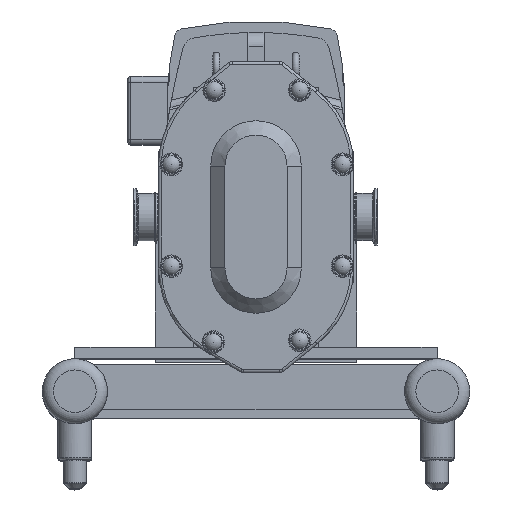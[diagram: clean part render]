
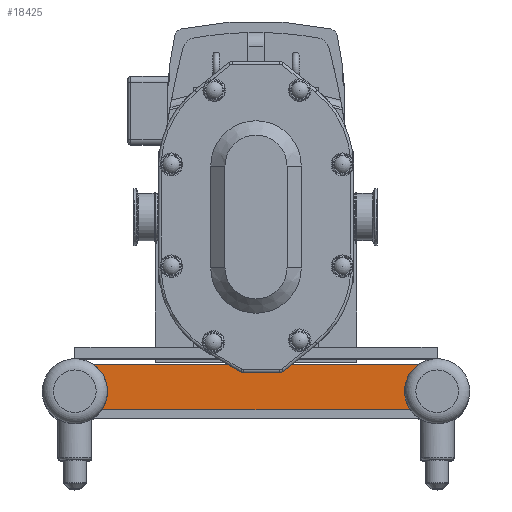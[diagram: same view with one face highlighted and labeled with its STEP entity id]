
A CAD part, top view. The second image highlights one B-rep face of the part: STEP entity #18425.
In plain terms, the highlighted planar face has unit normal (0, 0, 1).
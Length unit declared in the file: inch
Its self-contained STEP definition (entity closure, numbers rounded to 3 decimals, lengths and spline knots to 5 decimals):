
#969=PLANE('',#20486);
#2351=LINE('',#34017,#3662);
#2352=LINE('',#34019,#3663);
#3662=VECTOR('',#25870,0.3937);
#3663=VECTOR('',#25873,0.3937);
#5181=FACE_OUTER_BOUND('',#6284,.T.);
#6284=EDGE_LOOP('',(#17276,#17277,#17278,#17279,#17280));
#7244=CIRCLE('',#20380,1.4375);
#7257=CIRCLE('',#20397,1.4375);
#7288=CIRCLE('',#20445,1.4375);
#9060=VERTEX_POINT('',#33402);
#9061=VERTEX_POINT('',#33404);
#9074=VERTEX_POINT('',#33439);
#9110=VERTEX_POINT('',#33804);
#9111=VERTEX_POINT('',#33806);
#11752=EDGE_CURVE('',#9060,#9061,#7244,.T.);
#11771=EDGE_CURVE('',#9074,#9060,#7257,.T.);
#11819=EDGE_CURVE('',#9110,#9111,#7288,.T.);
#11857=EDGE_CURVE('',#9074,#9111,#2351,.T.);
#11858=EDGE_CURVE('',#9110,#9061,#2352,.T.);
#17276=ORIENTED_EDGE('',*,*,#11819,.F.);
#17277=ORIENTED_EDGE('',*,*,#11858,.T.);
#17278=ORIENTED_EDGE('',*,*,#11752,.F.);
#17279=ORIENTED_EDGE('',*,*,#11771,.F.);
#17280=ORIENTED_EDGE('',*,*,#11857,.T.);
#18425=ADVANCED_FACE('',(#5181),#969,.T.);
#20380=AXIS2_PLACEMENT_3D('',#33405,#25636,#25637);
#20397=AXIS2_PLACEMENT_3D('',#33441,#25676,#25677);
#20445=AXIS2_PLACEMENT_3D('',#33807,#25781,#25782);
#20486=AXIS2_PLACEMENT_3D('',#34020,#25874,#25875);
#25636=DIRECTION('center_axis',(0.,0.,
1.));
#25637=DIRECTION('ref_axis',(-1.,0.,0.));
#25676=DIRECTION('center_axis',(0.,0.,
1.));
#25677=DIRECTION('ref_axis',(-1.,0.,0.));
#25781=DIRECTION('center_axis',(0.,0.,
1.));
#25782=DIRECTION('ref_axis',(-1.,0.,0.));
#25870=DIRECTION('',(1.,0.,0.));
#25873=DIRECTION('',(-1.,0.,0.));
#25874=DIRECTION('center_axis',(0.,0.,
1.));
#25875=DIRECTION('ref_axis',(1.,0.,0.));
#33402=CARTESIAN_POINT('',(-6.5625,-7.6875,-7.732));
#33404=CARTESIAN_POINT('',(-7.19358,-6.4975,-7.732));
#33405=CARTESIAN_POINT('Origin',(-8.,-7.6875,-7.732));
#33439=CARTESIAN_POINT('',(-6.81244,-8.4975,-7.732));
#33441=CARTESIAN_POINT('Origin',(-8.,-7.6875,-7.732));
#33804=CARTESIAN_POINT('',(7.19358,-6.4975,-7.732));
#33806=CARTESIAN_POINT('',(6.81244,-8.4975,-7.732));
#33807=CARTESIAN_POINT('Origin',(8.,-7.6875,-7.732));
#34017=CARTESIAN_POINT('',(7.12822,-8.4975,-7.732));
#34019=CARTESIAN_POINT('',(-7.62,-6.4975,-7.732));
#34020=CARTESIAN_POINT('Origin',(0.00337,-7.45774,-7.732));
